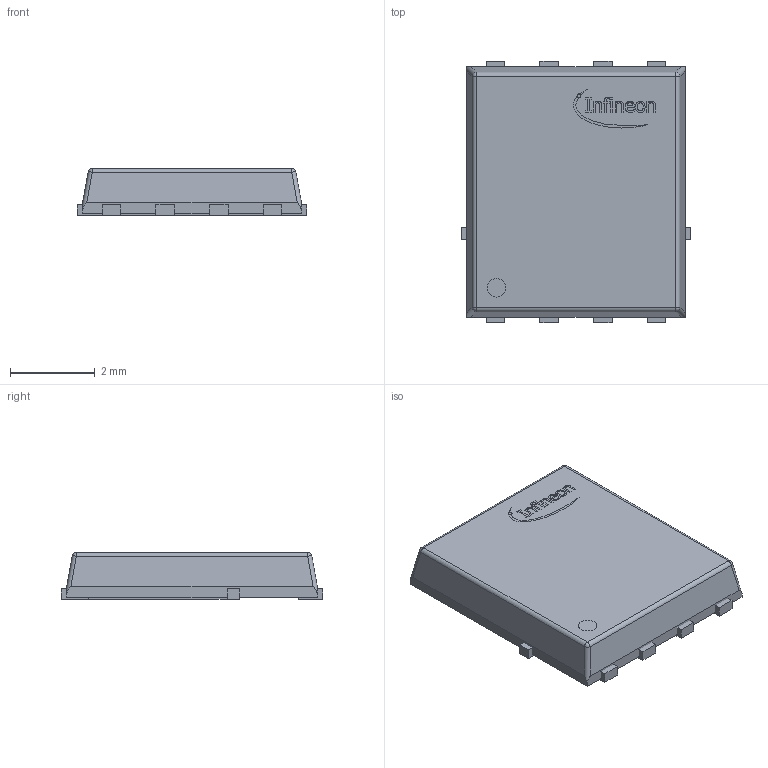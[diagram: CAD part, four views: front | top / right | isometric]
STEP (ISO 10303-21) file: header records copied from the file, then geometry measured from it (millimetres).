
FILE_DESCRIPTION(/* description */ (''),/* implementation_level */ '2;1');
FILE_NAME(/* name */ '1.stp',/* time_stamp */ '2019-08-15T23:50:46+02:00',/* author */ ('Khaled'),/* organization */ (''),/* preprocessor_version */ 'ST-DEVELOPER v17.2',/* originating_system */ 'Autodesk Inventor 2019',/* authorisation */ '');
FILE_SCHEMA (('AUTOMOTIVE_DESIGN { 1 0 10303 214 3 1 1 }'));
Length unit declared in the file: millimetre
Products named in the file (4): 1; 1_1; 4; 1_2
Assembly tree (3 placements, depth 2):
  1
    1_1
    4
    1_2
Bounding box: 5.39 x 6.15 x 1.1 mm (x, y, z)
Volume: 34.9 mm3; surface area: 124.2 mm2
Topology: 19 solids, 19 shells, 209 faces, 501 edges, 330 vertices
Faces by surface type: plane 148, bspline 43, cylinder 14, sphere 4
Full cylindrical faces by diameter (mm): 0.089 x1, 0.437 x1
Entity records: 6361 total; most frequent: CARTESIAN_POINT 1590, ORIENTED_EDGE 1002, DIRECTION 805, EDGE_CURVE 501, LINE 383, VECTOR 383, VERTEX_POINT 330, EDGE_LOOP 213
